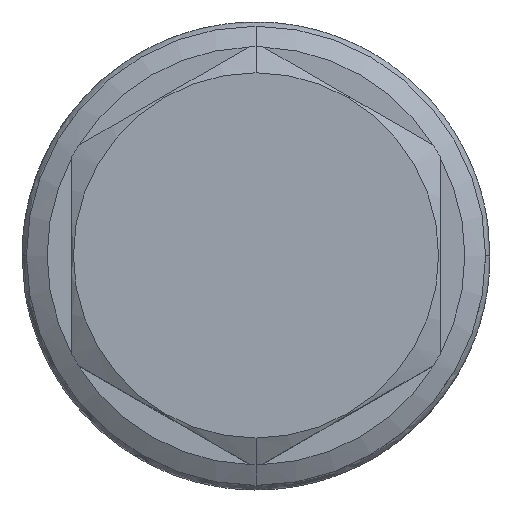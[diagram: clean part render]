
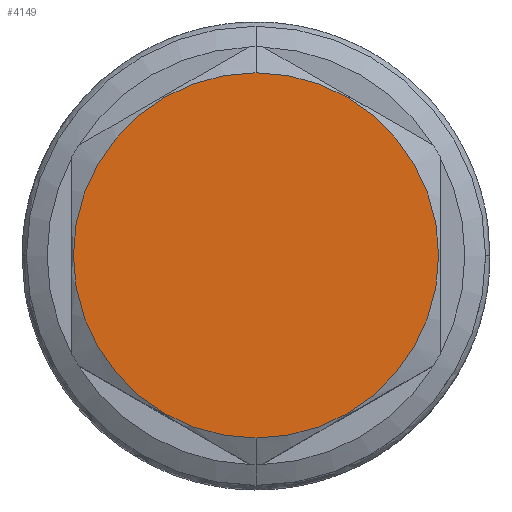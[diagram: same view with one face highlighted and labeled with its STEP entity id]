
A CAD part, top view. The second image highlights one B-rep face of the part: STEP entity #4149.
In plain terms, the highlighted planar face has unit normal (0, 0, 1).
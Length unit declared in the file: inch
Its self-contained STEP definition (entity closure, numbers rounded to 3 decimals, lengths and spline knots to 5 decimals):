
#1491=CARTESIAN_POINT('',(0.,0.,3.625));
#1492=DIRECTION('',(0.,0.,1.));
#1493=DIRECTION('',(0.,-1.,0.));
#1494=AXIS2_PLACEMENT_3D('',#1491,#1492,#1493);
#1496=CARTESIAN_POINT('',(0.,0.,3.625));
#1497=DIRECTION('',(0.,0.,1.));
#1498=DIRECTION('',(0.,1.,0.));
#1499=AXIS2_PLACEMENT_3D('',#1496,#1497,#1498);
#2498=CARTESIAN_POINT('',(0.,-0.62,3.625));
#2499=CARTESIAN_POINT('',(0.,0.62,3.625));
#2500=VERTEX_POINT('',#2498);
#2501=VERTEX_POINT('',#2499);
#4140=CARTESIAN_POINT('',(0.,0.,3.625));
#4141=DIRECTION('',(0.,0.,1.));
#4142=DIRECTION('',(0.,1.,0.));
#4143=AXIS2_PLACEMENT_3D('',#4140,#4141,#4142);
#4144=PLANE('',#4143);
#4145=ORIENTED_EDGE('',*,*,#3910,.F.);
#4146=ORIENTED_EDGE('',*,*,#4131,.F.);
#4147=EDGE_LOOP('',(#4145,#4146));
#4148=FACE_OUTER_BOUND('',#4147,.F.);
#4149=ADVANCED_FACE('',(#4148),#4144,.T.);
#1495=CIRCLE('',#1494,0.62);
#1500=CIRCLE('',#1499,0.62);
#3910=EDGE_CURVE('',#2500,#2501,#1495,.T.);
#4131=EDGE_CURVE('',#2501,#2500,#1500,.T.);
